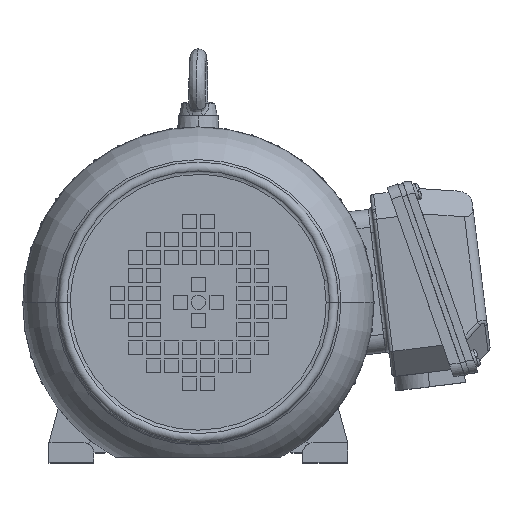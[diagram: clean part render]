
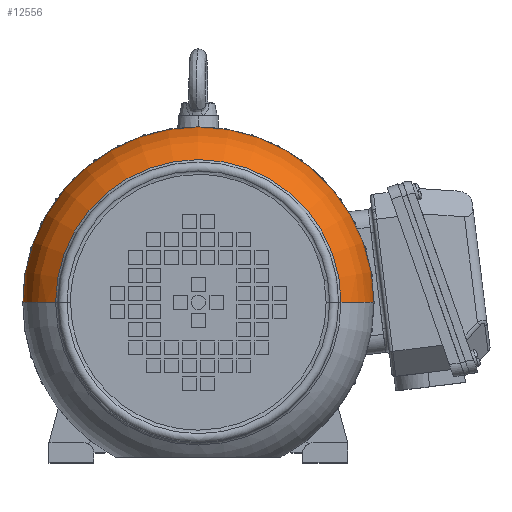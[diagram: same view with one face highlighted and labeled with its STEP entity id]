
A CAD part, top view. The second image highlights one B-rep face of the part: STEP entity #12556.
In plain terms, the highlighted toroidal (fillet/blend) face has major radius 56.5 mm and minor radius 41 mm.
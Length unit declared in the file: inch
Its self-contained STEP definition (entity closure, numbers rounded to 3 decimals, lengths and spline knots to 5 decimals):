
#135 = EDGE_CURVE ( 'NONE', #11783, #39083, #32272, .T. ) ;
#2192 = CARTESIAN_POINT ( 'NONE',  ( 0., 0., 1.5372 ) ) ;
#3820 = CARTESIAN_POINT ( 'NONE',  ( 2.22441, 0., 1.5372 ) ) ;
#5304 = ORIENTED_EDGE ( 'NONE', *, *, #34812, .T. ) ;
#6218 = ORIENTED_EDGE ( 'NONE', *, *, #41071, .F. ) ;
#7202 = EDGE_LOOP ( 'NONE', ( #6218, #5304, #28922, #24366 ) ) ;
#7451 = DIRECTION ( 'NONE',  ( 0., 0., -1. ) ) ;
#7646 = DIRECTION ( 'NONE',  ( 0., -1., 0. ) ) ;
#8302 = AXIS2_PLACEMENT_3D ( 'NONE', #52396, #34760, #43672 ) ;
#10749 = DIRECTION ( 'NONE',  ( 0., -1., 0. ) ) ;
#11783 = VERTEX_POINT ( 'NONE', #14582 ) ;
#12556 = ADVANCED_FACE ( 'NONE', ( #20392 ), #23756, .T. ) ;
#12914 = DIRECTION ( 'NONE',  ( -1., 0., 0. ) ) ;
#14236 = AXIS2_PLACEMENT_3D ( 'NONE', #24224, #54501, #46176 ) ;
#14582 = CARTESIAN_POINT ( 'NONE',  ( -3.12261, 0., 2.87839 ) ) ;
#16214 = CARTESIAN_POINT ( 'NONE',  ( -3.83858, 0., 1.5372 ) ) ;
#16918 = CARTESIAN_POINT ( 'NONE',  ( 3.83858, 0., 1.5372 ) ) ;
#18047 = CARTESIAN_POINT ( 'NONE',  ( -2.22441, 0., 1.5372 ) ) ;
#18417 = AXIS2_PLACEMENT_3D ( 'NONE', #2192, #28445, #10749 ) ;
#20392 = FACE_OUTER_BOUND ( 'NONE', #7202, .T. ) ;
#23756 = TOROIDAL_SURFACE ( 'NONE', #8302, 2.22441, 1.61417 ) ;
#24224 = CARTESIAN_POINT ( 'NONE',  ( 0., 0., 2.87839 ) ) ;
#24366 = ORIENTED_EDGE ( 'NONE', *, *, #27176, .F. ) ;
#26464 = CIRCLE ( 'NONE', #48337, 1.61417 ) ;
#26742 = AXIS2_PLACEMENT_3D ( 'NONE', #3820, #7646, #7451 ) ;
#27176 = EDGE_CURVE ( 'NONE', #43588, #39083, #55372, .T. ) ;
#28445 = DIRECTION ( 'NONE',  ( 0., 0., -1. ) ) ;
#28922 = ORIENTED_EDGE ( 'NONE', *, *, #135, .T. ) ;
#32272 = CIRCLE ( 'NONE', #14236, 3.12261 ) ;
#34760 = DIRECTION ( 'NONE',  ( 0., 0., 1. ) ) ;
#34812 = EDGE_CURVE ( 'NONE', #41949, #11783, #26464, .T. ) ;
#39083 = VERTEX_POINT ( 'NONE', #51493 ) ;
#41071 = EDGE_CURVE ( 'NONE', #41949, #43588, #49338, .T. ) ;
#41949 = VERTEX_POINT ( 'NONE', #16214 ) ;
#43588 = VERTEX_POINT ( 'NONE', #16918 ) ;
#43672 = DIRECTION ( 'NONE',  ( 1., 0., 0. ) ) ;
#46176 = DIRECTION ( 'NONE',  ( -1., 0., 0. ) ) ;
#48337 = AXIS2_PLACEMENT_3D ( 'NONE', #18047, #52099, #12914 ) ;
#49338 = CIRCLE ( 'NONE', #18417, 3.83858 ) ;
#51493 = CARTESIAN_POINT ( 'NONE',  ( 3.12261, 0., 2.87839 ) ) ;
#52099 = DIRECTION ( 'NONE',  ( 0., 1., 0. ) ) ;
#52396 = CARTESIAN_POINT ( 'NONE',  ( 0., 0., 1.5372 ) ) ;
#54501 = DIRECTION ( 'NONE',  ( 0., 0., -1. ) ) ;
#55372 = CIRCLE ( 'NONE', #26742, 1.61417 ) ;
